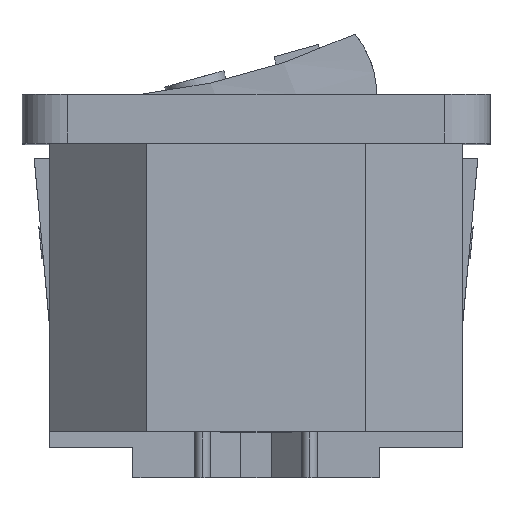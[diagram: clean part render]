
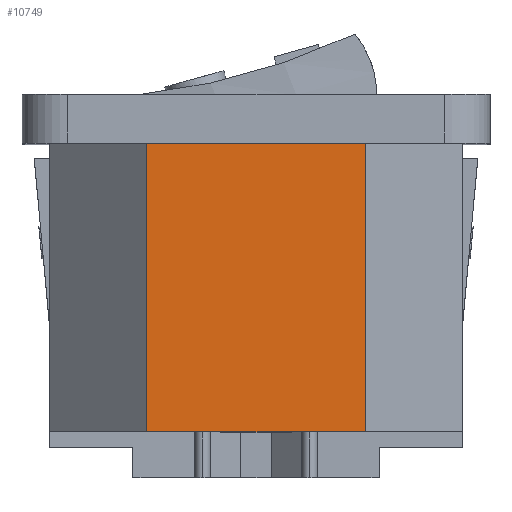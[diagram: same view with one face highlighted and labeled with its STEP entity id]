
A CAD part, top view. The second image highlights one B-rep face of the part: STEP entity #10749.
In plain terms, the highlighted planar face has unit normal (0, 0, 1).
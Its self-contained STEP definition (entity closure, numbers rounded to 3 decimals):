
#3356 = ORIENTED_EDGE ( 'NONE', *, *, #16985, .T. ) ;
#3406 = EDGE_LOOP ( 'NONE', ( #23911, #19553, #6816, #3356 ) ) ;
#3582 = DIRECTION ( 'NONE',  ( -1., 0., 0. ) ) ;
#3853 = LINE ( 'NONE', #15172, #5596 ) ;
#3942 = EDGE_CURVE ( 'NONE', #10314, #16580, #24410, .T. ) ;
#4870 = DIRECTION ( 'NONE',  ( 0., 0., -1. ) ) ;
#5500 = AXIS2_PLACEMENT_3D ( 'NONE', #24461, #4870, #12532 ) ;
#5596 = VECTOR ( 'NONE', #13535, 1000. ) ;
#6148 = VERTEX_POINT ( 'NONE', #12343 ) ;
#6816 = ORIENTED_EDGE ( 'NONE', *, *, #3942, .F. ) ;
#7130 = EDGE_CURVE ( 'NONE', #16580, #20943, #17579, .T. ) ;
#10068 = VECTOR ( 'NONE', #3582, 1000. ) ;
#10314 = VERTEX_POINT ( 'NONE', #24767 ) ;
#10749 = ADVANCED_FACE ( 'NONE', ( #11014 ), #18680, .F. ) ;
#11014 = FACE_OUTER_BOUND ( 'NONE', #3406, .T. ) ;
#11398 = CARTESIAN_POINT ( 'NONE',  ( -7.136, 0., 23.35 ) ) ;
#11740 = CARTESIAN_POINT ( 'NONE',  ( -7.136, -18.86, 23.35 ) ) ;
#12343 = CARTESIAN_POINT ( 'NONE',  ( 7.136, 0., 23.35 ) ) ;
#12532 = DIRECTION ( 'NONE',  ( -1., 0., 0. ) ) ;
#13535 = DIRECTION ( 'NONE',  ( 0., 1., 0. ) ) ;
#15161 = VECTOR ( 'NONE', #23489, 1000. ) ;
#15172 = CARTESIAN_POINT ( 'NONE',  ( 7.136, -18.86, 23.35 ) ) ;
#16580 = VERTEX_POINT ( 'NONE', #11740 ) ;
#16985 = EDGE_CURVE ( 'NONE', #10314, #6148, #3853, .T. ) ;
#17579 = LINE ( 'NONE', #21228, #15161 ) ;
#18633 = CARTESIAN_POINT ( 'NONE',  ( 0., -18.86, 23.35 ) ) ;
#18680 = PLANE ( 'NONE',  #5500 ) ;
#19553 = ORIENTED_EDGE ( 'NONE', *, *, #7130, .F. ) ;
#20154 = EDGE_CURVE ( 'NONE', #6148, #20943, #24208, .T. ) ;
#20943 = VERTEX_POINT ( 'NONE', #11398 ) ;
#21228 = CARTESIAN_POINT ( 'NONE',  ( -7.136, -18.86, 23.35 ) ) ;
#22064 = VECTOR ( 'NONE', #22163, 1000. ) ;
#22163 = DIRECTION ( 'NONE',  ( -1., 0., 0. ) ) ;
#23489 = DIRECTION ( 'NONE',  ( 0., 1., 0. ) ) ;
#23911 = ORIENTED_EDGE ( 'NONE', *, *, #20154, .T. ) ;
#24208 = LINE ( 'NONE', #24704, #10068 ) ;
#24410 = LINE ( 'NONE', #18633, #22064 ) ;
#24461 = CARTESIAN_POINT ( 'NONE',  ( 0., -18.86, 23.35 ) ) ;
#24704 = CARTESIAN_POINT ( 'NONE',  ( 0., 0., 23.35 ) ) ;
#24767 = CARTESIAN_POINT ( 'NONE',  ( 7.136, -18.86, 23.35 ) ) ;
